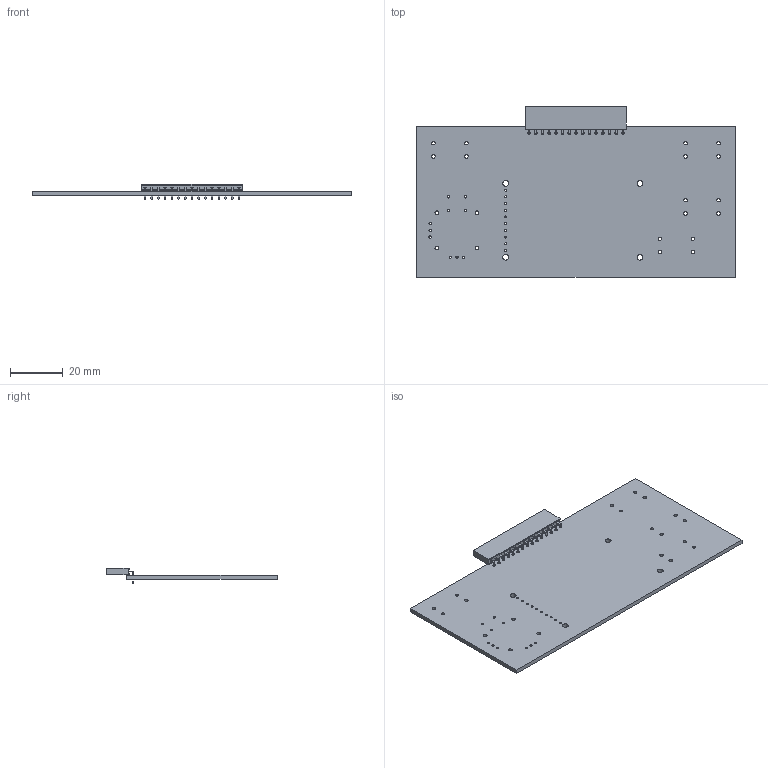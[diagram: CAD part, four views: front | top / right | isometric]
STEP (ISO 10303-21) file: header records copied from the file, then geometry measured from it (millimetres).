
FILE_DESCRIPTION(('KiCad electronic assembly'),'2;1');
FILE_NAME('Controllers.step','2022-04-08T17:15:38',('An Author'),( 'A Company'),'Open CASCADE STEP processor 6.9', 'KiCad to STEP converter','Unknown');
FILE_SCHEMA(('AUTOMOTIVE_DESIGN { 1 0 10303 214 1 1 1 1 }'));
Length unit declared in the file: millimetre
Products named in the file (4): Open CASCADE STEP translator 6.9 1; PinSocket_1x15_P2.54mm_Horizontal; SOLID; COMPOUND
Assembly tree (3 placements, depth 3):
  Open CASCADE STEP translator 6.9 1
    PinSocket_1x15_P2.54mm_Horizontal
      SOLID
    COMPOUND
Bounding box: 120.65 x 64.64 x 5.84 mm (x, y, z)
Volume: 11708.7 mm3; surface area: 15901.9 mm2
Topology: 2 solids, 2 shells, 600 faces, 1593 edges, 1042 vertices
Faces by surface type: plane 511, cylinder 89
Full cylindrical faces by diameter (mm): 0.762 x10, 0.889 x6, 0.9 x4, 1 x15, 1.3 x16, 1.397 x4, 2.2 x4
Entity records: 43533 total; most frequent: CARTESIAN_POINT 7313, DIRECTION 6017, LINE 4423, VECTOR 4423, ORIENTED_EDGE 3186, PCURVE 3186, DEFINITIONAL_REPRESENTATION 3186, EDGE_CURVE 1593
